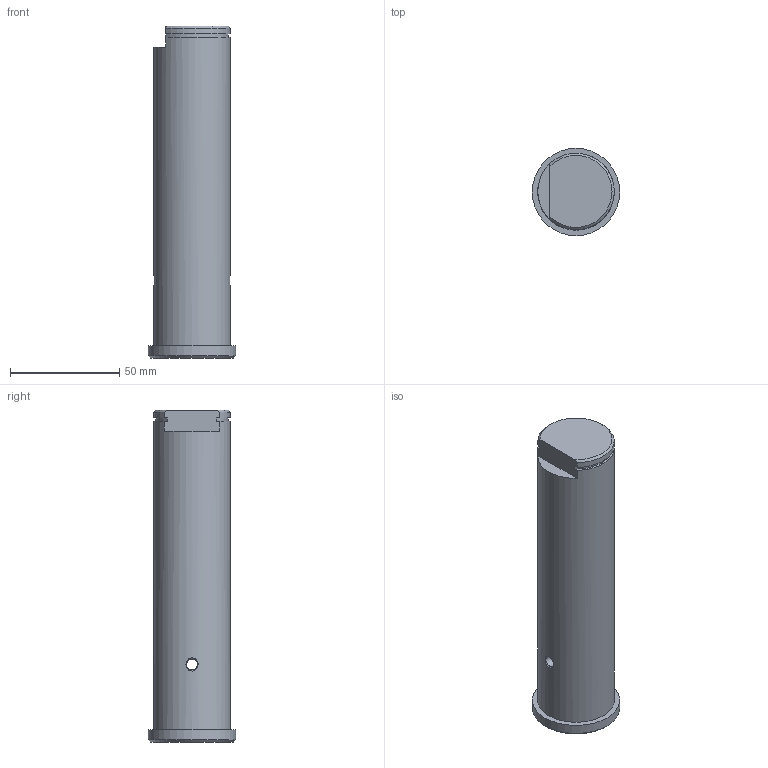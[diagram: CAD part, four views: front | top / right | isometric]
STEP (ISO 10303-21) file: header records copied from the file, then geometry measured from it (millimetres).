
FILE_DESCRIPTION(('STEP AP214'),'1');
FILE_NAME('axe galet.stp','2024-03-22T14:32:33',(' '),(' '),'Spatial InterOp 3D',' ',' ');
FILE_SCHEMA(('AUTOMOTIVE_DESIGN { 1 0 10303 214 1 1 1 1 }'));
Length unit declared in the file: millimetre
Products named in the file (1): axe galet
Bounding box: 40 x 40 x 152 mm (x, y, z)
Volume: 145285.4 mm3; surface area: 20337 mm2
Topology: 1 solids, 1 shells, 22 faces, 59 edges, 37 vertices
Faces by surface type: cylinder 9, plane 7, cone 6
Full cylindrical faces by diameter (mm): 5 x5, 35 x1, 40 x1
Entity records: 1020 total; most frequent: CARTESIAN_POINT 219, DIRECTION 100, ORIENTED_EDGE 74, AXIS2_PLACEMENT_3D 44, EDGE_LOOP 37, EDGE_CURVE 37, FACE_OUTER_BOUND 29, VERTEX_POINT 29
